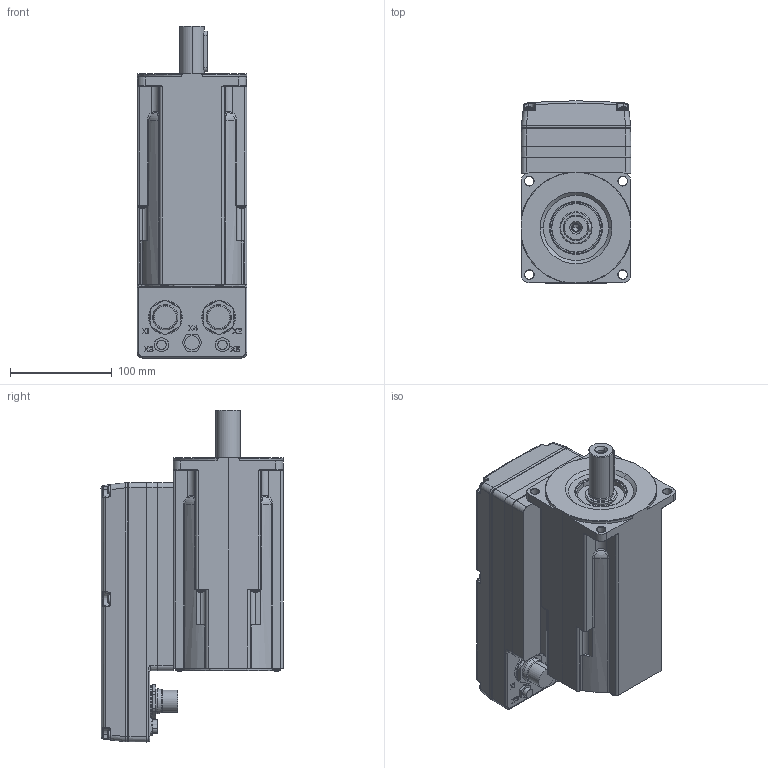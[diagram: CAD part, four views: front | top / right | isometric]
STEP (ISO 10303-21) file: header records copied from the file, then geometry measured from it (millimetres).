
FILE_DESCRIPTION((''),'2;1');
FILE_NAME('ISD510_SIZE3_A_4_1','2017-05-04T',('U254953'),(''),'CREO PARAMETRIC BY PTC INC, 2015480','CREO PARAMETRIC BY PTC INC, 2015480','');
FILE_SCHEMA(('CONFIG_CONTROL_DESIGN'));
Products named in the file (1): ISD510_SIZE3_A_4_1
Bounding box: 108 x 179 x 326.3 mm (x, y, z)
Volume: 3821122.4 mm3; surface area: 198947.8 mm2
Topology: 1 solids, 1 shells, 1964 faces, 5015 edges, 3151 vertices
Faces by surface type: plane 743, cylinder 475, bspline 400, extrusion 162, torus 106, cone 50, sphere 28
Entity records: 85771 total; most frequent: CARTESIAN_POINT 41110, ORIENTED_EDGE 10026, DIRECTION 8037, EDGE_CURVE 5013, VERTEX_POINT 3151, VECTOR 2811, LINE 2649, AXIS2_PLACEMENT_3D 2613
